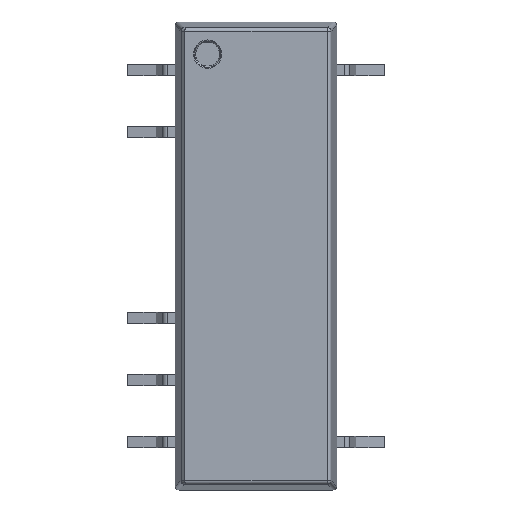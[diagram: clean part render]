
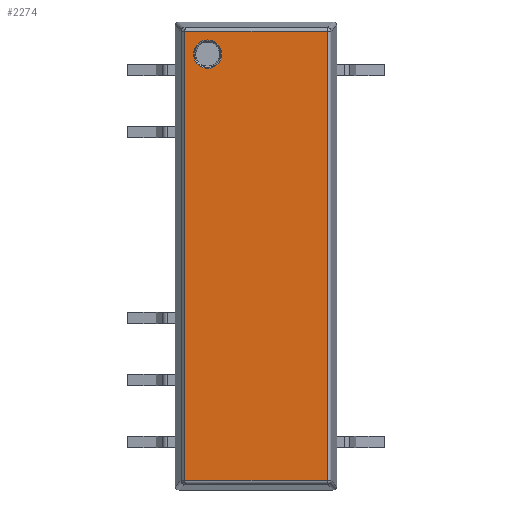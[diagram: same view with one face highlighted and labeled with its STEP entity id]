
A CAD part, top view. The second image highlights one B-rep face of the part: STEP entity #2274.
In plain terms, the highlighted planar face has unit normal (0, 0, 1).
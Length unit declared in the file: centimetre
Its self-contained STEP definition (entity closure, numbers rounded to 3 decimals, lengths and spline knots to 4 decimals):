
#217=VECTOR('',#2613,1.);
#218=VECTOR('',#2614,1.);
#219=VECTOR('',#2615,1.);
#220=VECTOR('',#2618,1.);
#437=LINE('',#3160,#217);
#438=LINE('',#3162,#218);
#439=LINE('',#3164,#219);
#440=LINE('',#3168,#220);
#657=ELLIPSE('',#2406,0.0215,0.015);
#658=ELLIPSE('',#2407,0.0215,0.015);
#689=PLANE('',#2405);
#769=VERTEX_POINT('',#3155);
#770=VERTEX_POINT('',#3158);
#771=VERTEX_POINT('',#3159);
#772=VERTEX_POINT('',#3161);
#773=VERTEX_POINT('',#3163);
#774=VERTEX_POINT('',#3165);
#775=VERTEX_POINT('',#3167);
#974=CIRCLE('',#2404,0.0579);
#1023=EDGE_CURVE('',#769,#769,#974,.T.);
#1024=EDGE_CURVE('',#770,#771,#657,.T.);
#1025=EDGE_CURVE('',#772,#770,#437,.T.);
#1026=EDGE_CURVE('',#773,#772,#438,.T.);
#1027=EDGE_CURVE('',#774,#773,#439,.T.);
#1028=EDGE_CURVE('',#775,#774,#658,.T.);
#1029=EDGE_CURVE('',#771,#775,#440,.T.);
#1353=ORIENTED_EDGE('',*,*,#1024,.F.);
#1354=ORIENTED_EDGE('',*,*,#1025,.F.);
#1355=ORIENTED_EDGE('',*,*,#1026,.F.);
#1356=ORIENTED_EDGE('',*,*,#1027,.F.);
#1357=ORIENTED_EDGE('',*,*,#1028,.F.);
#1358=ORIENTED_EDGE('',*,*,#1029,.F.);
#1359=ORIENTED_EDGE('',*,*,#1023,.F.);
#2011=EDGE_LOOP('',(#1353,#1354,#1355,#1356,#1357,#1358));
#2012=EDGE_LOOP('',(#1359));
#2143=FACE_BOUND('',#2011,.T.);
#2144=FACE_BOUND('',#2012,.T.);
#2274=ADVANCED_FACE('',(#2143,#2144),#689,.T.);
#2404=AXIS2_PLACEMENT_3D('',#3154,#2608,#2609);
#2405=AXIS2_PLACEMENT_3D('',#3156,#2610,$);
#2406=AXIS2_PLACEMENT_3D('',#3157,#2611,#2612);
#2407=AXIS2_PLACEMENT_3D('',#3166,#2616,#2617);
#2608=DIRECTION('',(0.,0.,1.));
#2609=DIRECTION('',(-0.058,0.,0.));
#2610=DIRECTION('',(0.,0.,1.));
#2611=DIRECTION('',(0.,0.,-1.));
#2612=DIRECTION('',(-0.021,-0.002,0.));
#2613=DIRECTION('',(-1.,0.,0.));
#2614=DIRECTION('',(0.,-1.,0.));
#2615=DIRECTION('',(1.,0.,0.));
#2616=DIRECTION('',(0.,0.,-1.));
#2617=DIRECTION('',(-0.021,0.002,0.));
#2618=DIRECTION('',(0.,1.,0.));
#3154=CARTESIAN_POINT('',(-0.1982,0.8269,0.533));
#3155=CARTESIAN_POINT('',(-0.1402,0.8269,0.533));
#3156=CARTESIAN_POINT('',(0.,0.,0.533));
#3157=CARTESIAN_POINT('',(-0.2706,-0.9194,0.533));
#3158=CARTESIAN_POINT('',(-0.2921,-0.921,0.533));
#3159=CARTESIAN_POINT('',(-0.2921,-0.9205,0.533));
#3160=CARTESIAN_POINT('',(0.1651,-0.921,0.533));
#3161=CARTESIAN_POINT('',(0.2922,-0.921,0.533));
#3162=CARTESIAN_POINT('',(0.2922,0.4795,0.533));
#3163=CARTESIAN_POINT('',(0.2922,0.921,0.533));
#3164=CARTESIAN_POINT('',(-0.1651,0.921,0.533));
#3165=CARTESIAN_POINT('',(-0.2921,0.921,0.533));
#3166=CARTESIAN_POINT('',(-0.2706,0.9194,0.533));
#3167=CARTESIAN_POINT('',(-0.2921,0.9205,0.533));
#3168=CARTESIAN_POINT('',(-0.2921,-0.4795,0.533));
